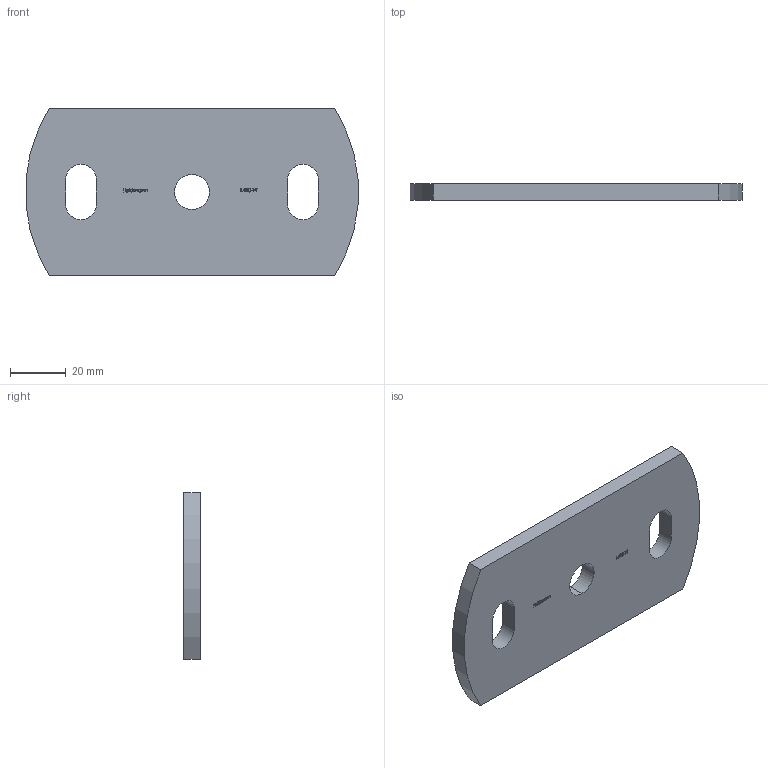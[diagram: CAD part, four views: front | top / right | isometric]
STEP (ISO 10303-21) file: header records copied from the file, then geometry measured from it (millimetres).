
FILE_DESCRIPTION (( 'STEP AP203' ), '1' );
FILE_NAME ('1420-W.step', '2019-04-03T11:43:10', ( '' ), ( '' ), 'SwSTEP 2.0', 'SolidWorks 2015', '' );
FILE_SCHEMA (( 'CONFIG_CONTROL_DESIGN' ));
Length unit declared in the file: millimetre
Products named in the file (1): 1420-W
Bounding box: 119.64 x 6 x 60 mm (x, y, z)
Volume: 38159.6 mm3; surface area: 15588.2 mm2
Topology: 1 solids, 1 shells, 196 faces, 525 edges, 350 vertices
Faces by surface type: plane 123, bspline 63, cylinder 10
Entity records: 9504 total; most frequent: CARTESIAN_POINT 4919, ORIENTED_EDGE 1050, DIRECTION 687, EDGE_CURVE 525, VECTOR 379, LINE 379, VERTEX_POINT 350, EDGE_LOOP 221
